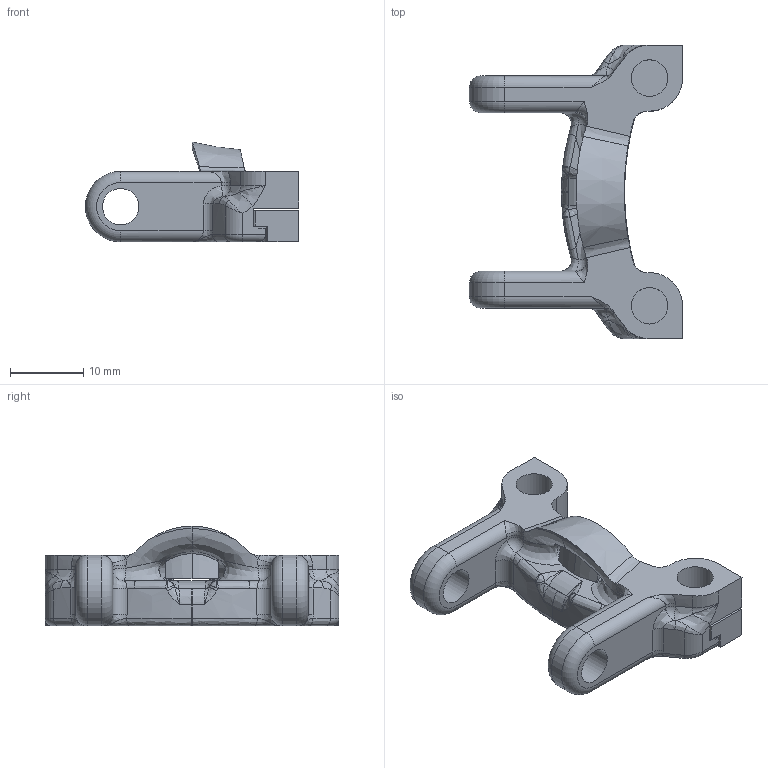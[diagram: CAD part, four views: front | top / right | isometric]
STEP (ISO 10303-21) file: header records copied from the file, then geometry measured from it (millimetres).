
FILE_DESCRIPTION(/* description */ (''),/* implementation_level */ '2;1');
FILE_NAME(/* name */ 'FR7 v4 - Horns with Bumper and Supports_r2.stp',/* time_stamp */ '2019-05-03T09:57:01-07:00',/* author */ (''),/* organization */ (''),/* preprocessor_version */ 'ST-DEVELOPER v16',/* originating_system */ 'SIEMENS PLM Software NX 10.0',/* authorisation */ '');
FILE_SCHEMA (('AUTOMOTIVE_DESIGN { 1 0 10303 214 3 1 1 1 }'));
Length unit declared in the file: inch
Products named in the file (1): jmar09742EF2tcay
Bounding box: 29.02 x 40 x 13.59 mm (x, y, z)
Volume: 4371.1 mm3; surface area: 4166.3 mm2
Topology: 3 solids, 3 shells, 205 faces, 526 edges, 308 vertices
Faces by surface type: bspline 68, cylinder 62, plane 38, extrusion 17, torus 13, sphere 4, cone 3
Full cylindrical faces by diameter (mm): 4.953 x2, 4.978 x2
Entity records: 7972 total; most frequent: CARTESIAN_POINT 3634, ORIENTED_EDGE 1004, DIRECTION 726, EDGE_CURVE 502, VERTEX_POINT 306, AXIS2_PLACEMENT_3D 282, EDGE_LOOP 218, B_SPLINE_CURVE_WITH_KNOTS 213
